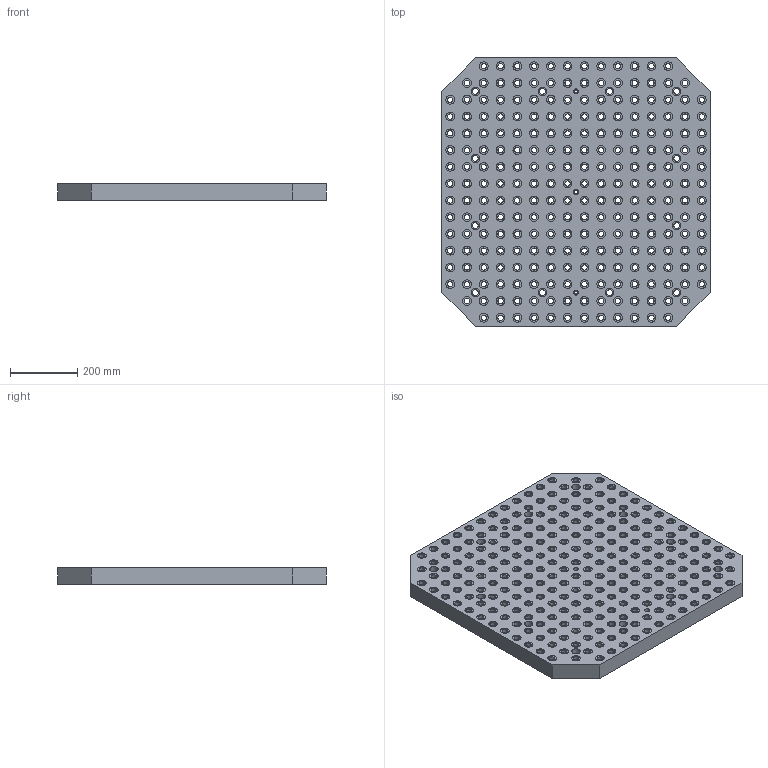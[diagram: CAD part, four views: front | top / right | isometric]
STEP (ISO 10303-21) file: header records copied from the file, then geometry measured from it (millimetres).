
FILE_DESCRIPTION(('STEP AP214'),'1');
FILE_NAME('HALDERV_EH_1600_800.stp','2017-08-29T05:55:56',('TraceParts'),('TraceParts S.A.'),'Spatial InterOp 3D',' ',' ');
FILE_SCHEMA(('automotive_design'));
Length unit declared in the file: millimetre
Products named in the file (1): HALDERV_EH_1600_800
Bounding box: 800 x 800 x 50 mm (x, y, z)
Volume: 28237437.2 mm3; surface area: 1949631 mm2
Topology: 1 solids, 1 shells, 1314 faces, 3150 edges, 2100 vertices
Faces by surface type: cylinder 1042, plane 272
Entity records: 50950 total; most frequent: DIRECTION 7864, CARTESIAN_POINT 6565, ORIENTED_EDGE 6300, AXIS2_PLACEMENT_3D 3399, EDGE_CURVE 3150, VERTEX_POINT 2100, EDGE_LOOP 2094, CIRCLE 2084
